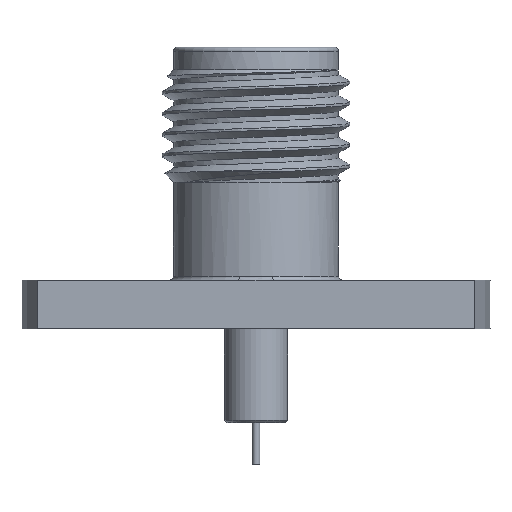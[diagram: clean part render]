
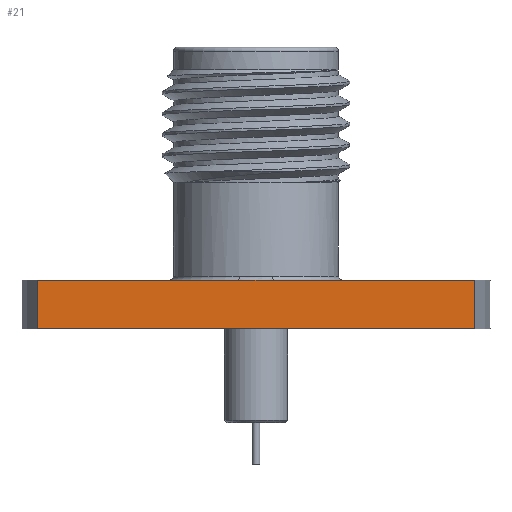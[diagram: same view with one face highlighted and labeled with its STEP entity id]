
A CAD part, left-side view. The second image highlights one B-rep face of the part: STEP entity #21.
In plain terms, the highlighted planar face has unit normal (-1, 0, 0).
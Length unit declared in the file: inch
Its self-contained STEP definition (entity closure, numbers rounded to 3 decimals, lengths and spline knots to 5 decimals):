
#21 = ADVANCED_FACE ( 'NONE', ( #575 ), #1687, .T. ) ;
#50 = CARTESIAN_POINT ( 'NONE',  ( -0.1125, -0.29155, -0.065 ) ) ;
#79 = LINE ( 'NONE', #951, #1924 ) ;
#107 = ORIENTED_EDGE ( 'NONE', *, *, #583, .T. ) ;
#113 = EDGE_CURVE ( 'NONE', #963, #386, #788, .T. ) ;
#173 = CARTESIAN_POINT ( 'NONE',  ( -0.1125, 0.29155, -0.065 ) ) ;
#206 = ORIENTED_EDGE ( 'NONE', *, *, #2096, .T. ) ;
#332 = LINE ( 'NONE', #50, #985 ) ;
#386 = VERTEX_POINT ( 'NONE', #1042 ) ;
#394 = CARTESIAN_POINT ( 'NONE',  ( -0.1125, -0.3125, 0. ) ) ;
#515 = VERTEX_POINT ( 'NONE', #903 ) ;
#571 = VERTEX_POINT ( 'NONE', #2163 ) ;
#575 = FACE_OUTER_BOUND ( 'NONE', #1788, .T. ) ;
#583 = EDGE_CURVE ( 'NONE', #1596, #386, #332, .T. ) ;
#669 = CARTESIAN_POINT ( 'NONE',  ( -0.1125, -0.3125, 0. ) ) ;
#676 = DIRECTION ( 'NONE',  ( -1., 0., 0. ) ) ;
#691 = CARTESIAN_POINT ( 'NONE',  ( -0.1125, -0.29155, -0.065 ) ) ;
#709 = CARTESIAN_POINT ( 'NONE',  ( -0.1125, -0.02331, 0. ) ) ;
#788 = LINE ( 'NONE', #999, #1805 ) ;
#820 = EDGE_CURVE ( 'NONE', #571, #515, #839, .T. ) ;
#839 = LINE ( 'NONE', #394, #2132 ) ;
#849 = EDGE_CURVE ( 'NONE', #1682, #1596, #1706, .T. ) ;
#874 = DIRECTION ( 'NONE',  ( 0., 0., 1. ) ) ;
#891 = DIRECTION ( 'NONE',  ( 0., -1., 0. ) ) ;
#903 = CARTESIAN_POINT ( 'NONE',  ( -0.1125, 0.02331, 0. ) ) ;
#951 = CARTESIAN_POINT ( 'NONE',  ( -0.1125, 0.29155, -0.065 ) ) ;
#963 = VERTEX_POINT ( 'NONE', #709 ) ;
#985 = VECTOR ( 'NONE', #874, 39.37008 ) ;
#999 = CARTESIAN_POINT ( 'NONE',  ( -0.1125, -0.3125, 0. ) ) ;
#1042 = CARTESIAN_POINT ( 'NONE',  ( -0.1125, -0.29155, 0. ) ) ;
#1108 = CARTESIAN_POINT ( 'NONE',  ( -0.1125, -0.3125, -0.065 ) ) ;
#1143 = VECTOR ( 'NONE', #1479, 39.37008 ) ;
#1211 = ORIENTED_EDGE ( 'NONE', *, *, #113, .F. ) ;
#1255 = LINE ( 'NONE', #669, #1876 ) ;
#1309 = DIRECTION ( 'NONE',  ( 0., 0., -1. ) ) ;
#1341 = CARTESIAN_POINT ( 'NONE',  ( -0.1125, -0.3125, -0.065 ) ) ;
#1346 = DIRECTION ( 'NONE',  ( 0., -1., 0. ) ) ;
#1347 = EDGE_CURVE ( 'NONE', #515, #963, #1255, .T. ) ;
#1479 = DIRECTION ( 'NONE',  ( 0., -1., 0. ) ) ;
#1596 = VERTEX_POINT ( 'NONE', #691 ) ;
#1682 = VERTEX_POINT ( 'NONE', #173 ) ;
#1687 = PLANE ( 'NONE',  #2082 ) ;
#1706 = LINE ( 'NONE', #1108, #1143 ) ;
#1735 = ORIENTED_EDGE ( 'NONE', *, *, #849, .T. ) ;
#1788 = EDGE_LOOP ( 'NONE', ( #1735, #107, #1211, #2102, #1975, #206 ) ) ;
#1805 = VECTOR ( 'NONE', #891, 39.37008 ) ;
#1859 = DIRECTION ( 'NONE',  ( 0., 0., 1. ) ) ;
#1876 = VECTOR ( 'NONE', #1346, 39.37008 ) ;
#1924 = VECTOR ( 'NONE', #1309, 39.37008 ) ;
#1975 = ORIENTED_EDGE ( 'NONE', *, *, #820, .F. ) ;
#2082 = AXIS2_PLACEMENT_3D ( 'NONE', #1341, #676, #1859 ) ;
#2096 = EDGE_CURVE ( 'NONE', #571, #1682, #79, .T. ) ;
#2102 = ORIENTED_EDGE ( 'NONE', *, *, #1347, .F. ) ;
#2106 = DIRECTION ( 'NONE',  ( 0., -1., 0. ) ) ;
#2132 = VECTOR ( 'NONE', #2106, 39.37008 ) ;
#2163 = CARTESIAN_POINT ( 'NONE',  ( -0.1125, 0.29155, 0. ) ) ;
